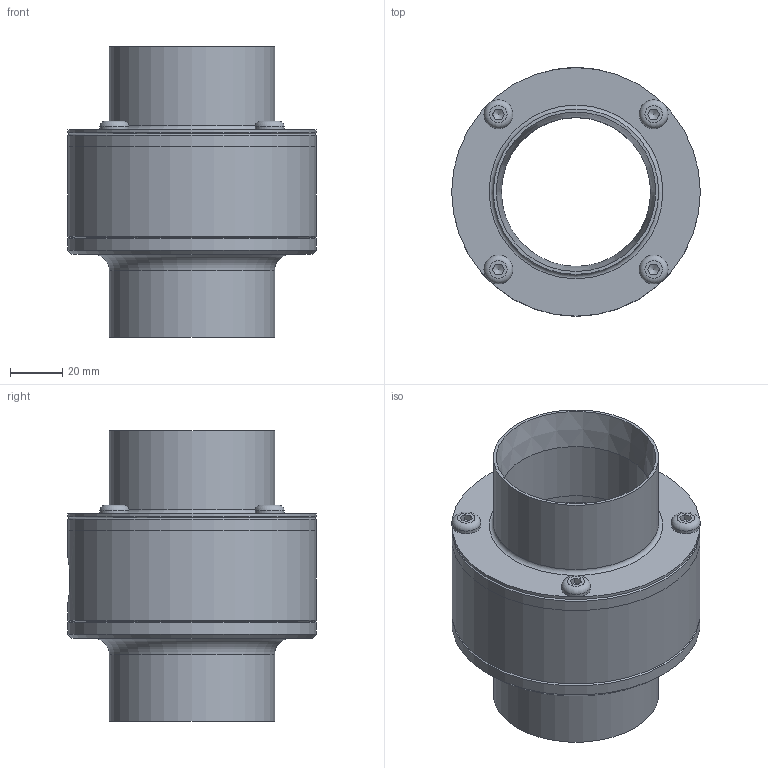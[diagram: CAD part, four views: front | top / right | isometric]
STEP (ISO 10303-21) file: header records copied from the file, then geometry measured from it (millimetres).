
FILE_DESCRIPTION(/* description */ (''),/* implementation_level */ '2;1');
FILE_NAME(/* name */ 'HT6065-316.stp',/* time_stamp */ '2017-03-03T09:49:39-05:00',/* author */ ('Adam Laub'),/* organization */ (''),/* preprocessor_version */ 'ST-DEVELOPER v16.5',/* originating_system */ 'Autodesk Inventor 2017',/* authorisation */ '');
FILE_SCHEMA (('AUTOMOTIVE_DESIGN { 1 0 10303 214 3 1 1 }'));
Length unit declared in the file: inch
Products named in the file (6): 6065; 901687-DIM; 2.5inch 316 cap; Unbrako - 1/4 x 3/4; Unbrako - 1/4 x 1/2; Unbrako - 1/4 x 5/8
Assembly tree (6 placements, depth 2):
  6065
    901687-DIM
    2.5inch 316 cap
    Unbrako - 1/4 x 1/2  x2
    Unbrako - 1/4 x 3/4
    Unbrako - 1/4 x 5/8
Bounding box: 95.25 x 95.25 x 111.18 mm (x, y, z)
Volume: 254801.8 mm3; surface area: 70351.2 mm2
Topology: 6 solids, 6 shells, 103 faces, 226 edges, 140 vertices
Faces by surface type: plane 43, cylinder 26, cone 22, torus 11, bspline 1
Full cylindrical faces by diameter (mm): 5.159 x4, 6.35 x4, 7.144 x4, 11.1 x4, 14.684 x1, 57.15 x2, 63.373 x2, 73.508 x1, 95.25 x4
Entity records: 2388 total; most frequent: CARTESIAN_POINT 581, DIRECTION 367, ORIENTED_EDGE 248, AXIS2_PLACEMENT_3D 165, EDGE_LOOP 161, EDGE_CURVE 124, VERTEX_POINT 105, FACE_OUTER_BOUND 88
